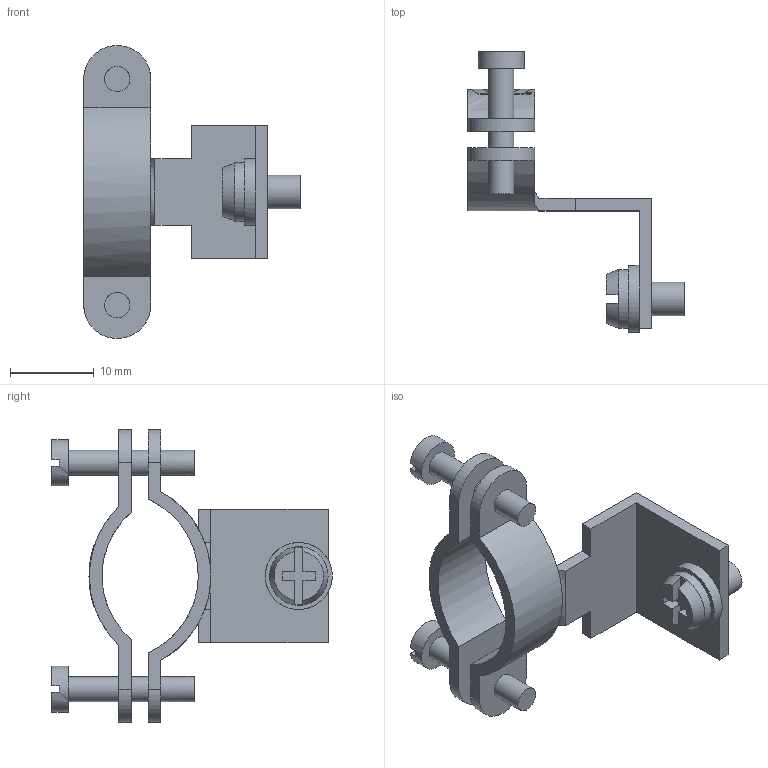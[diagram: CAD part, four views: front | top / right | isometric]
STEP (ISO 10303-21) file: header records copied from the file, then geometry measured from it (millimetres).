
FILE_DESCRIPTION(( 'HARTING HARTING HARTING HARTING HARTING HARTING HARTING HARTING HARTING', 'This Document is valid for Parts No. 09 00 000 5339'),'2;1');
FILE_NAME('MD_09000005339_R000001.stp', '2003-08-04T15:45:32',('ITIS-3'),('HARTING KGaA, D-32339 Espelkamp'), 'I-DEAS Master Series 9','HP-UNIX','Yes');
FILE_SCHEMA(('AUTOMOTIVE_DESIGN { 1 0 10303 214 0 1 1 1 }'));
Length unit declared in the file: millimetre
Products named in the file (1): Zugentlastungsschelle
Bounding box: 25.85 x 33.5 x 35 mm (x, y, z)
Volume: 1949.2 mm3; surface area: 2867.6 mm2
Topology: 1 solids, 1 shells, 184 faces, 468 edges, 317 vertices
Faces by surface type: bspline 184
Entity records: 5600 total; most frequent: CARTESIAN_POINT 2823, ORIENTED_EDGE 928, EDGE_CURVE 464, VERTEX_POINT 307, EDGE_LOOP 211, FACE_OUTER_BOUND 184, ADVANCED_FACE 184, B_SPLINE_CURVE_WITH_KNOTS 173
